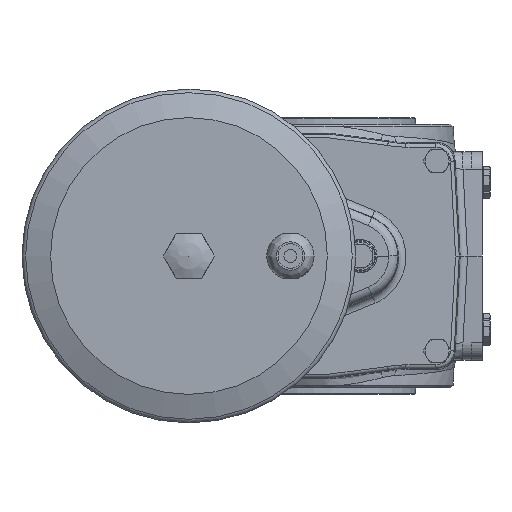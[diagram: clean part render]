
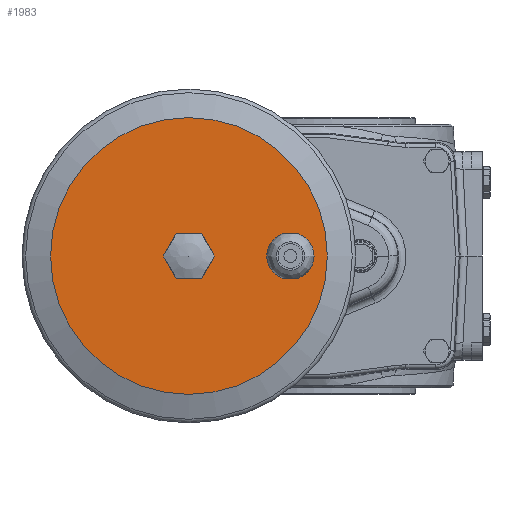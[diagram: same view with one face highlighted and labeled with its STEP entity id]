
A CAD part, left-side view. The second image highlights one B-rep face of the part: STEP entity #1983.
In plain terms, the highlighted planar face has unit normal (-1, 0, 0).
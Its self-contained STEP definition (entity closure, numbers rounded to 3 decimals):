
#1983 = ADVANCED_FACE( '', ( #4415, #4416, #4417 ), #4418, .T. );
#4415 = FACE_BOUND( '', #16846, .T. );
#4416 = FACE_OUTER_BOUND( '', #16847, .T. );
#4417 = FACE_BOUND( '', #16848, .T. );
#4418 = PLANE( '', #16849 );
#16846 = EDGE_LOOP( '', ( #25980, #25981, #25982, #25983 ) );
#16847 = EDGE_LOOP( '', ( #25984 ) );
#16848 = EDGE_LOOP( '', ( #25985, #25986, #25987, #25988, #25989, #25990 ) );
#16849 = AXIS2_PLACEMENT_3D( '', #25991, #25992, #25993 );
#25980 = ORIENTED_EDGE( '', *, *, #29180, .F. );
#25981 = ORIENTED_EDGE( '', *, *, #29908, .F. );
#25982 = ORIENTED_EDGE( '', *, *, #29909, .F. );
#25983 = ORIENTED_EDGE( '', *, *, #29910, .T. );
#25984 = ORIENTED_EDGE( '', *, *, #27966, .T. );
#25985 = ORIENTED_EDGE( '', *, *, #29911, .T. );
#25986 = ORIENTED_EDGE( '', *, *, #29318, .T. );
#25987 = ORIENTED_EDGE( '', *, *, #29912, .T. );
#25988 = ORIENTED_EDGE( '', *, *, #28913, .T. );
#25989 = ORIENTED_EDGE( '', *, *, #29471, .T. );
#25990 = ORIENTED_EDGE( '', *, *, #28249, .T. );
#25991 = CARTESIAN_POINT( '', ( -587., -7., 0. ) );
#25992 = DIRECTION( '', ( -1., 0., 0. ) );
#25993 = DIRECTION( '', ( 0., -1., 0. ) );
#27966 = EDGE_CURVE( '', #30519, #30519, #30520, .T. );
#28249 = EDGE_CURVE( '', #30999, #31003, #31005, .T. );
#28913 = EDGE_CURVE( '', #32061, #32065, #32067, .T. );
#29180 = EDGE_CURVE( '', #32449, #32450, #32451, .T. );
#29318 = EDGE_CURVE( '', #32636, #32640, #32642, .T. );
#29471 = EDGE_CURVE( '', #32065, #30999, #32854, .T. );
#29908 = EDGE_CURVE( '', #33404, #32449, #33405, .T. );
#29909 = EDGE_CURVE( '', #33406, #33404, #33407, .T. );
#29910 = EDGE_CURVE( '', #33406, #32450, #33408, .T. );
#29911 = EDGE_CURVE( '', #31003, #32636, #33409, .T. );
#29912 = EDGE_CURVE( '', #32640, #32061, #33410, .T. );
#30519 = VERTEX_POINT( '', #34257 );
#30520 = CIRCLE( '', #34258, 75. );
#30999 = VERTEX_POINT( '', #35814 );
#31003 = VERTEX_POINT( '', #35819 );
#31005 = LINE( '', #35822, #35823 );
#32061 = VERTEX_POINT( '', #38943 );
#32065 = VERTEX_POINT( '', #38948 );
#32067 = LINE( '', #38951, #38952 );
#32449 = VERTEX_POINT( '', #39978 );
#32450 = VERTEX_POINT( '', #39979 );
#32451 = CIRCLE( '', #39980, 12.8 );
#32636 = VERTEX_POINT( '', #40742 );
#32640 = VERTEX_POINT( '', #40747 );
#32642 = LINE( '', #40750, #40751 );
#32854 = LINE( '', #41373, #41374 );
#33404 = VERTEX_POINT( '', #43007 );
#33405 = LINE( '', #43008, #43009 );
#33406 = VERTEX_POINT( '', #43010 );
#33407 = CIRCLE( '', #43011, 12.8 );
#33408 = LINE( '', #43012, #43013 );
#33409 = LINE( '', #43014, #43015 );
#33410 = LINE( '', #43016, #43017 );
#34257 = CARTESIAN_POINT( '', ( -587., -7., 0. ) );
#34258 = AXIS2_PLACEMENT_3D( '', #44270, #44271, #44272 );
#35814 = CARTESIAN_POINT( '', ( -587., 61.072, -12. ) );
#35819 = CARTESIAN_POINT( '', ( -587., 74.928, -12. ) );
#35822 = CARTESIAN_POINT( '', ( -587., 61.072, -12. ) );
#35823 = VECTOR( '', #44568, 1000. );
#38943 = CARTESIAN_POINT( '', ( -587., 61.072, 12. ) );
#38948 = CARTESIAN_POINT( '', ( -587., 54.144, 0. ) );
#38951 = CARTESIAN_POINT( '', ( -587., 61.072, 12. ) );
#38952 = VECTOR( '', #45321, 1000. );
#39978 = CARTESIAN_POINT( '', ( -587., 17.454, 12. ) );
#39979 = CARTESIAN_POINT( '', ( -587., 17.454, -12. ) );
#39980 = AXIS2_PLACEMENT_3D( '', #45605, #45606, #45607 );
#40742 = CARTESIAN_POINT( '', ( -587., 81.856, 0. ) );
#40747 = CARTESIAN_POINT( '', ( -587., 74.928, 12. ) );
#40750 = CARTESIAN_POINT( '', ( -587., 81.856, 0. ) );
#40751 = VECTOR( '', #45745, 1000. );
#41373 = CARTESIAN_POINT( '', ( -587., 54.144, 0. ) );
#41374 = VECTOR( '', #45894, 1000. );
#43007 = CARTESIAN_POINT( '', ( -587., 8.546, 12. ) );
#43008 = CARTESIAN_POINT( '', ( -587., 8.546, 12. ) );
#43009 = VECTOR( '', #46273, 1000. );
#43010 = CARTESIAN_POINT( '', ( -587., 8.546, -12. ) );
#43011 = AXIS2_PLACEMENT_3D( '', #46274, #46275, #46276 );
#43012 = CARTESIAN_POINT( '', ( -587., 8.546, -12. ) );
#43013 = VECTOR( '', #46277, 1000. );
#43014 = CARTESIAN_POINT( '', ( -587., 74.928, -12. ) );
#43015 = VECTOR( '', #46278, 1000. );
#43016 = CARTESIAN_POINT( '', ( -587., 74.928, 12. ) );
#43017 = VECTOR( '', #46279, 1000. );
#44270 = CARTESIAN_POINT( '', ( -587., 68., 0. ) );
#44271 = DIRECTION( '', ( -1., 0., 0. ) );
#44272 = DIRECTION( '', ( 0., -1., 0. ) );
#44568 = DIRECTION( '', ( 0., 1., 0. ) );
#45321 = DIRECTION( '', ( 0., -0.5, -0.866 ) );
#45605 = CARTESIAN_POINT( '', ( -587., 13., 0. ) );
#45606 = DIRECTION( '', ( -1., 0., 0. ) );
#45607 = DIRECTION( '', ( 0., -1., 0. ) );
#45745 = DIRECTION( '', ( 0., -0.5, 0.866 ) );
#45894 = DIRECTION( '', ( 0., 0.5, -0.866 ) );
#46273 = DIRECTION( '', ( 0., 1., 0. ) );
#46274 = CARTESIAN_POINT( '', ( -587., 13., 0. ) );
#46275 = DIRECTION( '', ( -1., 0., 0. ) );
#46276 = DIRECTION( '', ( 0., -1., 0. ) );
#46277 = DIRECTION( '', ( 0., 1., 0. ) );
#46278 = DIRECTION( '', ( 0., 0.5, 0.866 ) );
#46279 = DIRECTION( '', ( 0., -1., 0. ) );
